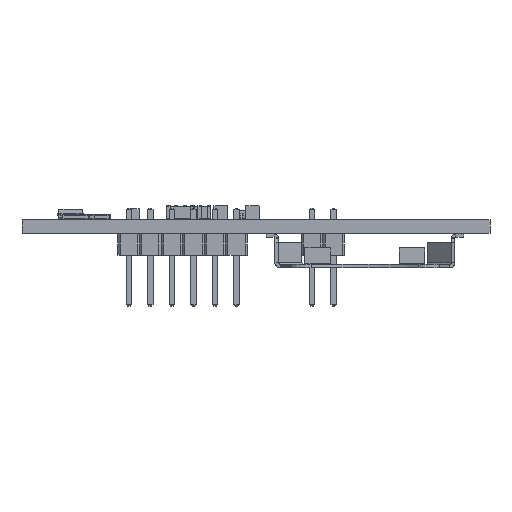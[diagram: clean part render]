
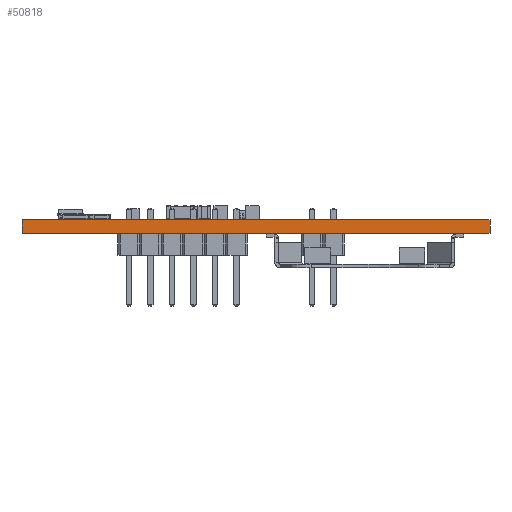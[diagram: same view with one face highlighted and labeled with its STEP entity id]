
A CAD part, left-side view. The second image highlights one B-rep face of the part: STEP entity #50818.
In plain terms, the highlighted planar face has unit normal (-1, 0, 0).
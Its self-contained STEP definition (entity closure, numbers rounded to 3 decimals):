
#50702 = EDGE_CURVE('',#50703,#50705,#50707,.T.);
#50703 = VERTEX_POINT('',#50704);
#50704 = CARTESIAN_POINT('',(118.999,-106.553,0.));
#50705 = VERTEX_POINT('',#50706);
#50706 = CARTESIAN_POINT('',(118.999,-106.553,1.6));
#50707 = SURFACE_CURVE('',#50708,(#50712,#50724),.PCURVE_S1.);
#50708 = LINE('',#50709,#50710);
#50709 = CARTESIAN_POINT('',(118.999,-106.553,0.));
#50710 = VECTOR('',#50711,1.);
#50711 = DIRECTION('',(0.,0.,1.));
#50712 = PCURVE('',#50713,#50718);
#50713 = PLANE('',#50714);
#50714 = AXIS2_PLACEMENT_3D('',#50715,#50716,#50717);
#50715 = CARTESIAN_POINT('',(118.999,-106.553,0.));
#50716 = DIRECTION('',(0.,1.,0.));
#50717 = DIRECTION('',(1.,0.,0.));
#50718 = DEFINITIONAL_REPRESENTATION('',(#50719),#50723);
#50719 = LINE('',#50720,#50721);
#50720 = CARTESIAN_POINT('',(0.,0.));
#50721 = VECTOR('',#50722,1.);
#50722 = DIRECTION('',(0.,-1.));
#50723 = ( GEOMETRIC_REPRESENTATION_CONTEXT(2) 
PARAMETRIC_REPRESENTATION_CONTEXT() REPRESENTATION_CONTEXT('2D SPACE',''
  ) );
#50724 = PCURVE('',#50725,#50730);
#50725 = PLANE('',#50726);
#50726 = AXIS2_PLACEMENT_3D('',#50727,#50728,#50729);
#50727 = CARTESIAN_POINT('',(118.999,-161.671,0.));
#50728 = DIRECTION('',(-1.,0.,0.));
#50729 = DIRECTION('',(0.,1.,0.));
#50730 = DEFINITIONAL_REPRESENTATION('',(#50731),#50735);
#50731 = LINE('',#50732,#50733);
#50732 = CARTESIAN_POINT('',(55.118,0.));
#50733 = VECTOR('',#50734,1.);
#50734 = DIRECTION('',(0.,-1.));
#50735 = ( GEOMETRIC_REPRESENTATION_CONTEXT(2) 
PARAMETRIC_REPRESENTATION_CONTEXT() REPRESENTATION_CONTEXT('2D SPACE',''
  ) );
#50753 = PLANE('',#50754);
#50754 = AXIS2_PLACEMENT_3D('',#50755,#50756,#50757);
#50755 = CARTESIAN_POINT('',(142.667,-131.73,1.6));
#50756 = DIRECTION('',(0.,0.,-1.));
#50757 = DIRECTION('',(-1.,0.,0.));
#50807 = PLANE('',#50808);
#50808 = AXIS2_PLACEMENT_3D('',#50809,#50810,#50811);
#50809 = CARTESIAN_POINT('',(142.667,-131.73,0.));
#50810 = DIRECTION('',(0.,0.,-1.));
#50811 = DIRECTION('',(-1.,0.,0.));
#50818 = ADVANCED_FACE('',(#50819),#50725,.T.);
#50819 = FACE_BOUND('',#50820,.T.);
#50820 = EDGE_LOOP('',(#50821,#50851,#50872,#50873));
#50821 = ORIENTED_EDGE('',*,*,#50822,.T.);
#50822 = EDGE_CURVE('',#50823,#50825,#50827,.T.);
#50823 = VERTEX_POINT('',#50824);
#50824 = CARTESIAN_POINT('',(118.999,-161.671,0.));
#50825 = VERTEX_POINT('',#50826);
#50826 = CARTESIAN_POINT('',(118.999,-161.671,1.6));
#50827 = SURFACE_CURVE('',#50828,(#50832,#50839),.PCURVE_S1.);
#50828 = LINE('',#50829,#50830);
#50829 = CARTESIAN_POINT('',(118.999,-161.671,0.));
#50830 = VECTOR('',#50831,1.);
#50831 = DIRECTION('',(0.,0.,1.));
#50832 = PCURVE('',#50725,#50833);
#50833 = DEFINITIONAL_REPRESENTATION('',(#50834),#50838);
#50834 = LINE('',#50835,#50836);
#50835 = CARTESIAN_POINT('',(0.,0.));
#50836 = VECTOR('',#50837,1.);
#50837 = DIRECTION('',(0.,-1.));
#50838 = ( GEOMETRIC_REPRESENTATION_CONTEXT(2) 
PARAMETRIC_REPRESENTATION_CONTEXT() REPRESENTATION_CONTEXT('2D SPACE',''
  ) );
#50839 = PCURVE('',#50840,#50845);
#50840 = PLANE('',#50841);
#50841 = AXIS2_PLACEMENT_3D('',#50842,#50843,#50844);
#50842 = CARTESIAN_POINT('',(141.288,-161.671,0.));
#50843 = DIRECTION('',(0.,-1.,0.));
#50844 = DIRECTION('',(-1.,0.,0.));
#50845 = DEFINITIONAL_REPRESENTATION('',(#50846),#50850);
#50846 = LINE('',#50847,#50848);
#50847 = CARTESIAN_POINT('',(22.289,0.));
#50848 = VECTOR('',#50849,1.);
#50849 = DIRECTION('',(0.,-1.));
#50850 = ( GEOMETRIC_REPRESENTATION_CONTEXT(2) 
PARAMETRIC_REPRESENTATION_CONTEXT() REPRESENTATION_CONTEXT('2D SPACE',''
  ) );
#50851 = ORIENTED_EDGE('',*,*,#50852,.T.);
#50852 = EDGE_CURVE('',#50825,#50705,#50853,.T.);
#50853 = SURFACE_CURVE('',#50854,(#50858,#50865),.PCURVE_S1.);
#50854 = LINE('',#50855,#50856);
#50855 = CARTESIAN_POINT('',(118.999,-161.671,1.6));
#50856 = VECTOR('',#50857,1.);
#50857 = DIRECTION('',(0.,1.,0.));
#50858 = PCURVE('',#50725,#50859);
#50859 = DEFINITIONAL_REPRESENTATION('',(#50860),#50864);
#50860 = LINE('',#50861,#50862);
#50861 = CARTESIAN_POINT('',(0.,-1.6));
#50862 = VECTOR('',#50863,1.);
#50863 = DIRECTION('',(1.,0.));
#50864 = ( GEOMETRIC_REPRESENTATION_CONTEXT(2) 
PARAMETRIC_REPRESENTATION_CONTEXT() REPRESENTATION_CONTEXT('2D SPACE',''
  ) );
#50865 = PCURVE('',#50753,#50866);
#50866 = DEFINITIONAL_REPRESENTATION('',(#50867),#50871);
#50867 = LINE('',#50868,#50869);
#50868 = CARTESIAN_POINT('',(23.668,-29.941));
#50869 = VECTOR('',#50870,1.);
#50870 = DIRECTION('',(0.,1.));
#50871 = ( GEOMETRIC_REPRESENTATION_CONTEXT(2) 
PARAMETRIC_REPRESENTATION_CONTEXT() REPRESENTATION_CONTEXT('2D SPACE',''
  ) );
#50872 = ORIENTED_EDGE('',*,*,#50702,.F.);
#50873 = ORIENTED_EDGE('',*,*,#50874,.F.);
#50874 = EDGE_CURVE('',#50823,#50703,#50875,.T.);
#50875 = SURFACE_CURVE('',#50876,(#50880,#50887),.PCURVE_S1.);
#50876 = LINE('',#50877,#50878);
#50877 = CARTESIAN_POINT('',(118.999,-161.671,0.));
#50878 = VECTOR('',#50879,1.);
#50879 = DIRECTION('',(0.,1.,0.));
#50880 = PCURVE('',#50725,#50881);
#50881 = DEFINITIONAL_REPRESENTATION('',(#50882),#50886);
#50882 = LINE('',#50883,#50884);
#50883 = CARTESIAN_POINT('',(0.,0.));
#50884 = VECTOR('',#50885,1.);
#50885 = DIRECTION('',(1.,0.));
#50886 = ( GEOMETRIC_REPRESENTATION_CONTEXT(2) 
PARAMETRIC_REPRESENTATION_CONTEXT() REPRESENTATION_CONTEXT('2D SPACE',''
  ) );
#50887 = PCURVE('',#50807,#50888);
#50888 = DEFINITIONAL_REPRESENTATION('',(#50889),#50893);
#50889 = LINE('',#50890,#50891);
#50890 = CARTESIAN_POINT('',(23.668,-29.941));
#50891 = VECTOR('',#50892,1.);
#50892 = DIRECTION('',(0.,1.));
#50893 = ( GEOMETRIC_REPRESENTATION_CONTEXT(2) 
PARAMETRIC_REPRESENTATION_CONTEXT() REPRESENTATION_CONTEXT('2D SPACE',''
  ) );
